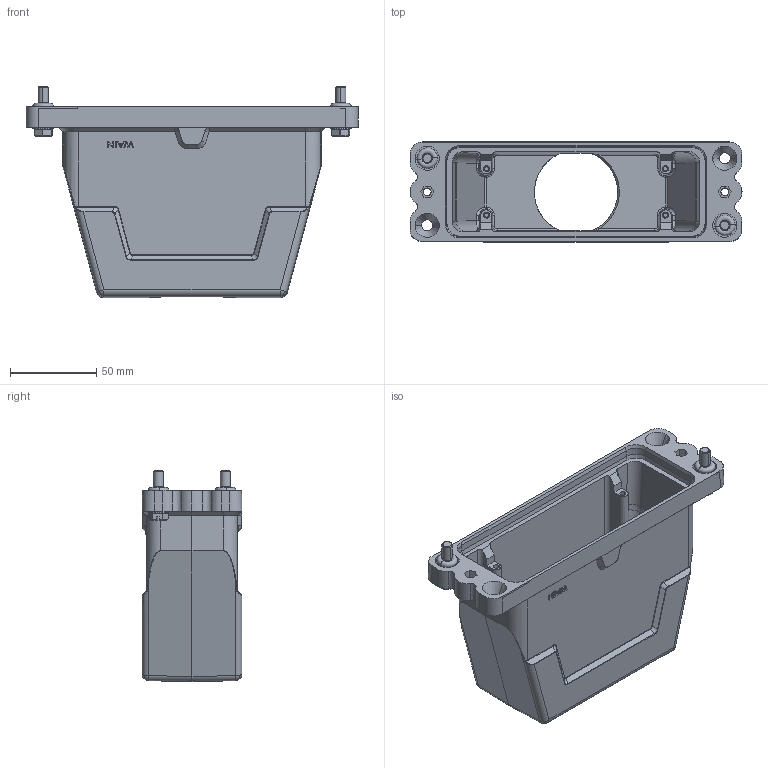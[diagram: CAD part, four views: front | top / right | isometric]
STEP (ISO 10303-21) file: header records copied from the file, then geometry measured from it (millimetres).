
FILE_DESCRIPTION(/* description */ (''),/* implementation_level */ '2;1');
FILE_NAME(/* name */ '3D_1136244305006_HP24B_H-TEH-4S-M50_V1.1.stp',/* time_stamp */ '2023-12-29T13:21:11+08:00',/* author */ (''),/* organization */ (''),/* preprocessor_version */ 'ST-DEVELOPER v18.1',/* originating_system */ 'SIEMENS PLM Software NX 1980',/* authorisation */ '');
FILE_SCHEMA (('MODEL_BASED_INTEGRATED_MANUFACTURING_SCHEMA','PROCESS_PLANNING_SCHEMA'));
Length unit declared in the file: millimetre
Products named in the file (1): 3D_1136244305003_HP24B_H-TEH-4S-M25_V1.0_stp
Bounding box: 193 x 58 x 122.7 mm (x, y, z)
Volume: 236054.2 mm3; surface area: 103108.5 mm2
Topology: 1 solids, 1 shells, 578 faces, 1427 edges, 885 vertices
Faces by surface type: plane 246, cylinder 154, cone 67, bspline 38, torus 36, extrusion 21, sphere 16
Full cylindrical faces by diameter (mm): 48.5 x1
Entity records: 21352 total; most frequent: CARTESIAN_POINT 8856, ORIENTED_EDGE 2850, DIRECTION 2147, EDGE_CURVE 1425, VERTEX_POINT 884, AXIS2_PLACEMENT_3D 752, VECTOR 643, EDGE_LOOP 623
